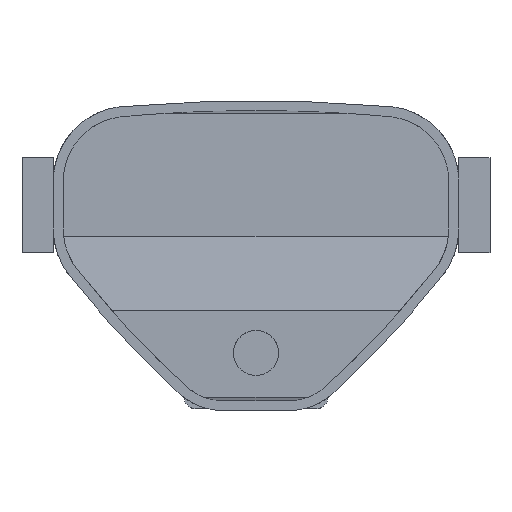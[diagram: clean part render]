
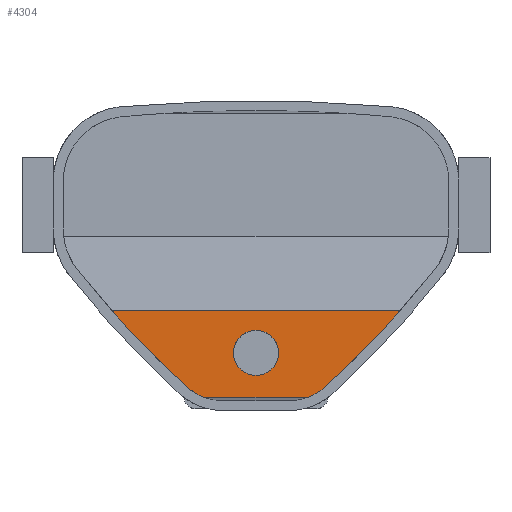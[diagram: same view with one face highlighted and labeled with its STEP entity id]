
A CAD part, front view. The second image highlights one B-rep face of the part: STEP entity #4304.
In plain terms, the highlighted free-form (B-spline) face has degree [1, 1] with [2, 2] control points.
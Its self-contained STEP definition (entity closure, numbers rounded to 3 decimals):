
#4304=ADVANCED_FACE('',(#5930),#5931,.T.);
#5930=FACE_OUTER_BOUND('',#6867,.T.);
#5931=B_SPLINE_SURFACE_WITH_KNOTS('',1,1,((#6868,#6869),(#6870,#6871)),.UNSPECIFIED.,.F.,.F.,.F.,(2,2),(2,2),(0.,1.),(0.,1.),.UNSPECIFIED.);
#6867=EDGE_LOOP('',(#9274,#9275,#9276,#9277,#9278,#9279,#9280,#9281));
#6868=CARTESIAN_POINT('',(-116.334,-35.321,39.));
#6869=CARTESIAN_POINT('',(-116.334,33.5,39.));
#6870=CARTESIAN_POINT('',(116.334,-35.321,39.));
#6871=CARTESIAN_POINT('',(116.334,33.5,39.));
#9274=ORIENTED_EDGE('',*,*,#13363,.F.);
#9275=ORIENTED_EDGE('',*,*,#13364,.F.);
#9276=ORIENTED_EDGE('',*,*,#13365,.F.);
#9277=ORIENTED_EDGE('',*,*,#13366,.T.);
#9278=ORIENTED_EDGE('',*,*,#13367,.F.);
#9279=ORIENTED_EDGE('',*,*,#13368,.F.);
#9280=ORIENTED_EDGE('',*,*,#13369,.F.);
#9281=ORIENTED_EDGE('',*,*,#13370,.F.);
#13363=EDGE_CURVE('',#16797,#16798,#16799,.T.);
#13364=EDGE_CURVE('',#16800,#16797,#16801,.F.);
#13365=EDGE_CURVE('',#16802,#16800,#16803,.F.);
#13366=EDGE_CURVE('',#16802,#16804,#16805,.T.);
#13367=EDGE_CURVE('',#16806,#16804,#16807,.F.);
#13368=EDGE_CURVE('',#16808,#16806,#16809,.F.);
#13369=EDGE_CURVE('',#16810,#16808,#16811,.T.);
#13370=EDGE_CURVE('',#16798,#16810,#16812,.T.);
#16797=VERTEX_POINT('',#25840);
#16798=VERTEX_POINT('',#25841);
#16799=CIRCLE('',#25842,792.);
#16800=VERTEX_POINT('',#25843);
#16801=(B_SPLINE_CURVE(3,(#25845,#25846,#25847,#25848),.UNSPECIFIED.,.F.,.F.)B_SPLINE_CURVE_WITH_KNOTS((4,4),(0.,1.),.UNSPECIFIED.)RATIONAL_B_SPLINE_CURVE((1.,0.993,0.993,1.))BOUNDED_CURVE()REPRESENTATION_ITEM('')GEOMETRIC_REPRESENTATION_ITEM()CURVE());
#16802=VERTEX_POINT('',#25855);
#16803=(B_SPLINE_CURVE(3,(#25857,#25858,#25859,#25860),.UNSPECIFIED.,.F.,.F.)B_SPLINE_CURVE_WITH_KNOTS((4,4),(0.,1.),.UNSPECIFIED.)RATIONAL_B_SPLINE_CURVE((1.,0.999,0.999,1.))BOUNDED_CURVE()REPRESENTATION_ITEM('')GEOMETRIC_REPRESENTATION_ITEM()CURVE());
#16804=VERTEX_POINT('',#25867);
#16805=LINE('',#25868,#25869);
#16806=VERTEX_POINT('',#25870);
#16807=(B_SPLINE_CURVE(3,(#25872,#25873,#25874,#25875),.UNSPECIFIED.,.F.,.F.)B_SPLINE_CURVE_WITH_KNOTS((4,4),(0.,1.),.UNSPECIFIED.)RATIONAL_B_SPLINE_CURVE((1.,0.999,0.999,1.))BOUNDED_CURVE()REPRESENTATION_ITEM('')GEOMETRIC_REPRESENTATION_ITEM()CURVE());
#16808=VERTEX_POINT('',#25882);
#16809=(B_SPLINE_CURVE(3,(#25884,#25885,#25886,#25887),.UNSPECIFIED.,.F.,.F.)B_SPLINE_CURVE_WITH_KNOTS((4,4),(0.,1.),.UNSPECIFIED.)RATIONAL_B_SPLINE_CURVE((1.,0.993,0.993,1.))BOUNDED_CURVE()REPRESENTATION_ITEM('')GEOMETRIC_REPRESENTATION_ITEM()CURVE());
#16810=VERTEX_POINT('',#25894);
#16811=CIRCLE('',#25895,792.);
#16812=LINE('',#25896,#25897);
#25840=CARTESIAN_POINT('',(-55.29,-27.043,39.));
#25841=CARTESIAN_POINT('',(-114.954,33.5,39.));
#25842=AXIS2_PLACEMENT_3D('',#39406,#39407,#39408);
#25843=CARTESIAN_POINT('',(-45.422,-33.744,39.));
#25845=CARTESIAN_POINT('',(-55.29,-27.043,39.));
#25846=CARTESIAN_POINT('',(-52.331,-29.74,39.));
#25847=CARTESIAN_POINT('',(-49.02,-31.988,39.));
#25848=CARTESIAN_POINT('',(-45.422,-33.744,39.));
#25855=CARTESIAN_POINT('',(-41.76,-35.321,39.));
#25857=CARTESIAN_POINT('',(-45.422,-33.744,39.));
#25858=CARTESIAN_POINT('',(-44.227,-34.328,39.));
#25859=CARTESIAN_POINT('',(-43.005,-34.854,39.));
#25860=CARTESIAN_POINT('',(-41.76,-35.321,39.));
#25867=CARTESIAN_POINT('',(41.76,-35.321,39.));
#25868=CARTESIAN_POINT('',(-41.76,-35.321,39.));
#25869=VECTOR('',#39409,1.);
#25870=CARTESIAN_POINT('',(45.422,-33.744,39.));
#25872=CARTESIAN_POINT('',(41.76,-35.321,39.));
#25873=CARTESIAN_POINT('',(43.005,-34.854,39.));
#25874=CARTESIAN_POINT('',(44.227,-34.328,39.));
#25875=CARTESIAN_POINT('',(45.422,-33.744,39.));
#25882=CARTESIAN_POINT('',(55.29,-27.043,39.));
#25884=CARTESIAN_POINT('',(45.422,-33.744,39.));
#25885=CARTESIAN_POINT('',(49.02,-31.988,39.));
#25886=CARTESIAN_POINT('',(52.331,-29.74,39.));
#25887=CARTESIAN_POINT('',(55.29,-27.043,39.));
#25894=CARTESIAN_POINT('',(114.954,33.5,39.));
#25895=AXIS2_PLACEMENT_3D('',#39410,#39411,#39412);
#25896=CARTESIAN_POINT('',(-114.954,33.5,39.));
#25897=VECTOR('',#39413,1.);
#39406=CARTESIAN_POINT('',(478.173,558.347,39.));
#39407=DIRECTION('',(0.,0.,-1.));
#39408=DIRECTION('',(-0.674,-0.739,0.));
#39409=DIRECTION('',(1.,0.,0.));
#39410=CARTESIAN_POINT('',(-478.173,558.347,39.));
#39411=DIRECTION('',(0.,0.,-1.));
#39412=DIRECTION('',(0.749,-0.663,0.));
#39413=DIRECTION('',(1.,0.,0.));
